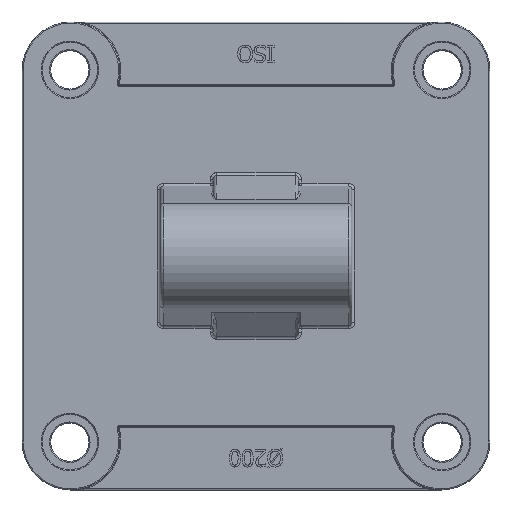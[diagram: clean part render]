
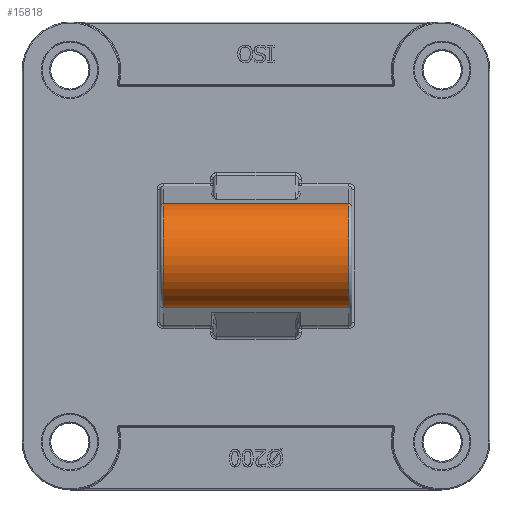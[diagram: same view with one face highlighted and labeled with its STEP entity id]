
A CAD part, top view. The second image highlights one B-rep face of the part: STEP entity #15818.
In plain terms, the highlighted cylindrical face has radius 25 mm (diameter 50 mm), a partial arc.
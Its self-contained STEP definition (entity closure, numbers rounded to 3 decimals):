
#7395=CARTESIAN_POINT('',(-43.5,24.453,65.199));
#7396=VERTEX_POINT('',#7395);
#7403=CARTESIAN_POINT('',(43.5,24.453,65.199));
#7404=VERTEX_POINT('',#7403);
#7405=CARTESIAN_POINT('',(-43.5,24.453,65.199));
#7406=DIRECTION('',(1.0,0.0,0.0));
#7407=VECTOR('',#7406,87.0);
#7408=LINE('',#7405,#7407);
#7409=EDGE_CURVE('',#7396,#7404,#7408,.T.);
#7861=CARTESIAN_POINT('',(-43.5,-24.453,65.199));
#7862=VERTEX_POINT('',#7861);
#7870=CARTESIAN_POINT('',(-43.5,0.0,60.0));
#7871=DIRECTION('',(-1.0,0.0,0.0));
#7872=DIRECTION('',(0.0,0.0,1.0));
#7873=AXIS2_PLACEMENT_3D('',#7870,#7871,#7872);
#7874=CIRCLE('',#7873,25.0);
#7875=EDGE_CURVE('',#7862,#7396,#7874,.T.);
#8325=CARTESIAN_POINT('',(43.5,-24.453,65.199));
#8326=VERTEX_POINT('',#8325);
#8364=CARTESIAN_POINT('',(43.5,0.0,60.0));
#8365=DIRECTION('',(1.0,0.0,0.0));
#8366=DIRECTION('',(0.0,0.0,1.0));
#8367=AXIS2_PLACEMENT_3D('',#8364,#8365,#8366);
#8368=CIRCLE('',#8367,25.0);
#8369=EDGE_CURVE('',#7404,#8326,#8368,.T.);
#15788=CARTESIAN_POINT('',(-43.5,-24.453,65.199));
#15789=DIRECTION('',(1.0,0.0,0.0));
#15790=VECTOR('',#15789,87.0);
#15791=LINE('',#15788,#15790);
#15792=EDGE_CURVE('',#7862,#8326,#15791,.T.);
#15807=CARTESIAN_POINT('',(0.0,0.0,60.0));
#15808=DIRECTION('',(1.0,0.0,0.0));
#15809=DIRECTION('',(0.0,0.978,0.208));
#15810=AXIS2_PLACEMENT_3D('',#15807,#15808,#15809);
#15811=CYLINDRICAL_SURFACE('',#15810,25.);
#15812=ORIENTED_EDGE('',*,*,#8369,.F.);
#15813=ORIENTED_EDGE('',*,*,#7409,.F.);
#15814=ORIENTED_EDGE('',*,*,#7875,.F.);
#15815=ORIENTED_EDGE('',*,*,#15792,.T.);
#15816=EDGE_LOOP('',(#15812,#15813,#15814,#15815));
#15817=FACE_OUTER_BOUND('',#15816,.T.);
#15818=ADVANCED_FACE('',(#15817),#15811,.T.);
